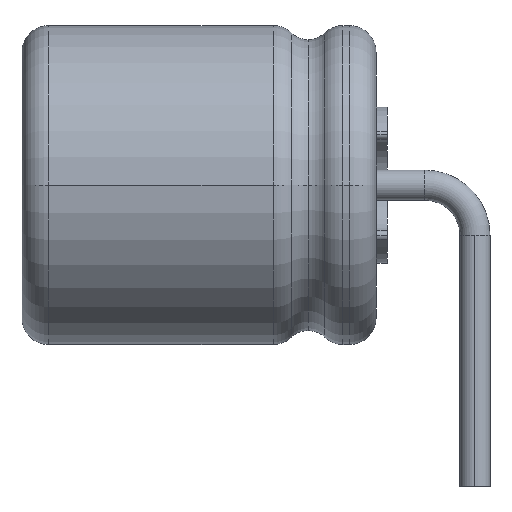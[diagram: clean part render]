
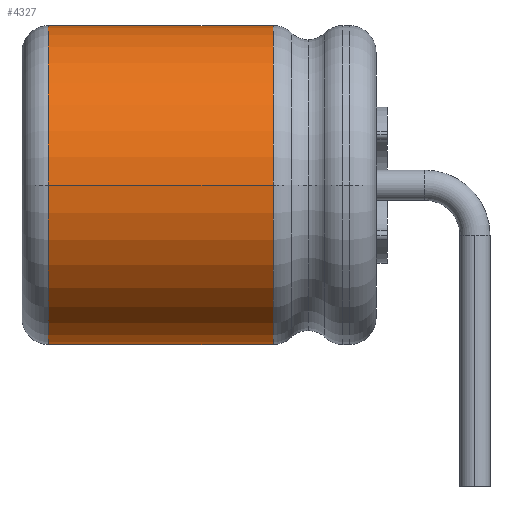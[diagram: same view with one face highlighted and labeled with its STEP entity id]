
A CAD part, left-side view. The second image highlights one B-rep face of the part: STEP entity #4327.
In plain terms, the highlighted cylindrical face has radius 3.175 mm (diameter 6.351 mm), a partial arc.
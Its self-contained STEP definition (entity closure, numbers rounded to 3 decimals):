
#404 = VERTEX_POINT ( 'NONE', #1323 ) ;
#412 = VERTEX_POINT ( 'NONE', #1331 ) ;
#417 = VERTEX_POINT ( 'NONE', #1336 ) ;
#536 = EDGE_LOOP ( 'NONE', ( #4440, #4459, #4464, #4711 ) ) ;
#674 = CARTESIAN_POINT ( 'NONE',  ( 0., 12.922, 0. ) ) ;
#687 = DIRECTION ( 'NONE',  ( 0., 1., 0. ) ) ;
#688 = DIRECTION ( 'NONE',  ( 1., 0., 0. ) ) ;
#1181 = CARTESIAN_POINT ( 'NONE',  ( 0., 7., -3.175 ) ) ;
#1323 = CARTESIAN_POINT ( 'NONE',  ( 0., 2.52, -3.175 ) ) ;
#1331 = CARTESIAN_POINT ( 'NONE',  ( 0., 7., 3.175 ) ) ;
#1336 = CARTESIAN_POINT ( 'NONE',  ( 0., 2.52, 3.175 ) ) ;
#2251 = FACE_OUTER_BOUND ( 'NONE', #536, .T. ) ;
#2256 = AXIS2_PLACEMENT_3D ( 'NONE', #674, #687, #688 ) ;
#2260 = CYLINDRICAL_SURFACE ( 'NONE', #2256, 3.175 ) ;
#3066 = CIRCLE ( 'NONE', #3587, 3.175 ) ;
#3074 = CIRCLE ( 'NONE', #3601, 3.175 ) ;
#3233 = LINE ( 'NONE', #3234, #3704 ) ;
#3234 = CARTESIAN_POINT ( 'NONE',  ( 0., 12.922, 3.175 ) ) ;
#3235 = DIRECTION ( 'NONE',  ( 0., -1., 0. ) ) ;
#3587 = AXIS2_PLACEMENT_3D ( 'NONE', #4928, #4929, #4930 ) ;
#3597 = VECTOR ( 'NONE', #4934, 1000. ) ;
#3601 = AXIS2_PLACEMENT_3D ( 'NONE', #4946, #4947, #4948 ) ;
#3704 = VECTOR ( 'NONE', #3235, 1000. ) ;
#4191 = VERTEX_POINT ( 'NONE', #1181 ) ;
#4327 = ADVANCED_FACE ( 'NONE', ( #2251 ), #2260, .T. ) ;
#4440 = ORIENTED_EDGE ( 'NONE', *, *, #4665, .T. ) ;
#4459 = ORIENTED_EDGE ( 'NONE', *, *, #4666, .F. ) ;
#4464 = ORIENTED_EDGE ( 'NONE', *, *, #4668, .F. ) ;
#4665 = EDGE_CURVE ( 'NONE', #412, #4191, #3066, .T. ) ;
#4666 = EDGE_CURVE ( 'NONE', #404, #4191, #4932, .T. ) ;
#4668 = EDGE_CURVE ( 'NONE', #417, #404, #3074, .T. ) ;
#4690 = EDGE_CURVE ( 'NONE', #412, #417, #3233, .T. ) ;
#4711 = ORIENTED_EDGE ( 'NONE', *, *, #4690, .F. ) ;
#4928 = CARTESIAN_POINT ( 'NONE',  ( 0., 7., 0. ) ) ;
#4929 = DIRECTION ( 'NONE',  ( 0., -1., 0. ) ) ;
#4930 = DIRECTION ( 'NONE',  ( 1., 0., 0. ) ) ;
#4932 = LINE ( 'NONE', #4933, #3597 ) ;
#4933 = CARTESIAN_POINT ( 'NONE',  ( 0., 12.922, -3.175 ) ) ;
#4934 = DIRECTION ( 'NONE',  ( 0., 1., 0. ) ) ;
#4946 = CARTESIAN_POINT ( 'NONE',  ( 0., 2.52, 0. ) ) ;
#4947 = DIRECTION ( 'NONE',  ( 0., -1., 0. ) ) ;
#4948 = DIRECTION ( 'NONE',  ( 1., 0., 0. ) ) ;
